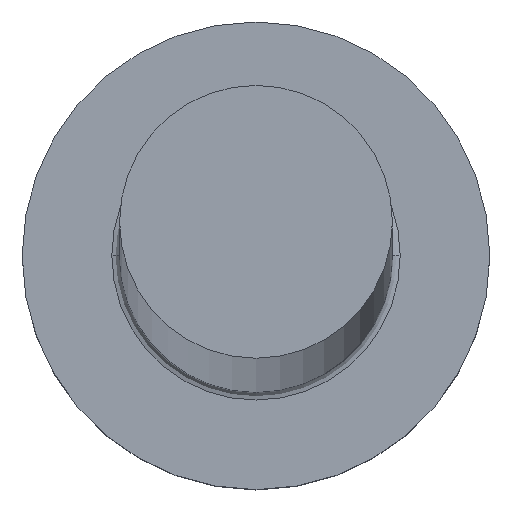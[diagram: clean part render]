
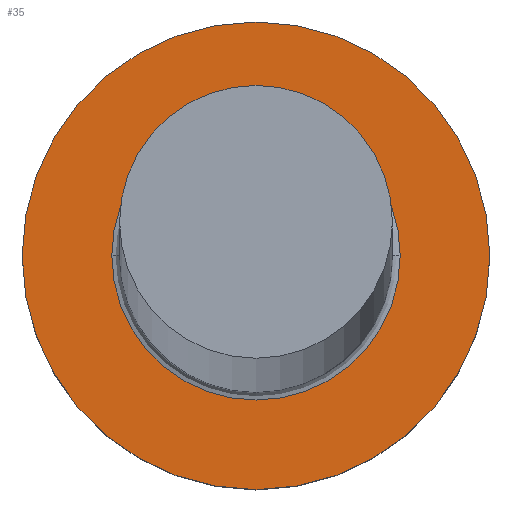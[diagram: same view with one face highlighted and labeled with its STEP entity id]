
A CAD part, top view. The second image highlights one B-rep face of the part: STEP entity #35.
In plain terms, the highlighted planar face has unit normal (0, 0, 1).
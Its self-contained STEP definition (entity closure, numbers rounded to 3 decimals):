
#3 = DIRECTION ( 'NONE',  ( 1., 0., 0. ) ) ;
#28 = VERTEX_POINT ( 'NONE', #102 ) ;
#34 = DIRECTION ( 'NONE',  ( 1., 0., 0. ) ) ;
#35 = ADVANCED_FACE ( 'NONE', ( #120, #282 ), #119, .T. ) ;
#41 = AXIS2_PLACEMENT_3D ( 'NONE', #233, #214, #3 ) ;
#60 = DIRECTION ( 'NONE',  ( 0., 0., -1. ) ) ;
#66 = AXIS2_PLACEMENT_3D ( 'NONE', #124, #60, #239 ) ;
#69 = VERTEX_POINT ( 'NONE', #237 ) ;
#72 = EDGE_CURVE ( 'NONE', #69, #307, #89, .T. ) ;
#74 = CIRCLE ( 'NONE', #93, 6. ) ;
#76 = CARTESIAN_POINT ( 'NONE',  ( 6., 0., 5. ) ) ;
#78 = CARTESIAN_POINT ( 'NONE',  ( 0., 0., 5. ) ) ;
#82 = AXIS2_PLACEMENT_3D ( 'NONE', #78, #169, #243 ) ;
#85 = CARTESIAN_POINT ( 'NONE',  ( -3.7, 0., 5. ) ) ;
#89 = CIRCLE ( 'NONE', #293, 3.7 ) ;
#92 = ORIENTED_EDGE ( 'NONE', *, *, #257, .T. ) ;
#93 = AXIS2_PLACEMENT_3D ( 'NONE', #171, #270, #34 ) ;
#94 = ORIENTED_EDGE ( 'NONE', *, *, #72, .T. ) ;
#97 = CARTESIAN_POINT ( 'NONE',  ( 0., 0., 5. ) ) ;
#102 = CARTESIAN_POINT ( 'NONE',  ( -6., 0., 5. ) ) ;
#114 = VERTEX_POINT ( 'NONE', #76 ) ;
#119 = PLANE ( 'NONE',  #41 ) ;
#120 = FACE_BOUND ( 'NONE', #189, .T. ) ;
#124 = CARTESIAN_POINT ( 'NONE',  ( 0., 0., 5. ) ) ;
#136 = ORIENTED_EDGE ( 'NONE', *, *, #281, .T. ) ;
#143 = EDGE_CURVE ( 'NONE', #307, #69, #196, .T. ) ;
#169 = DIRECTION ( 'NONE',  ( 0., 0., 1. ) ) ;
#171 = CARTESIAN_POINT ( 'NONE',  ( 0., 0., 5. ) ) ;
#189 = EDGE_LOOP ( 'NONE', ( #94, #283 ) ) ;
#196 = CIRCLE ( 'NONE', #66, 3.7 ) ;
#214 = DIRECTION ( 'NONE',  ( 0., 0., 1. ) ) ;
#229 = EDGE_LOOP ( 'NONE', ( #92, #136 ) ) ;
#233 = CARTESIAN_POINT ( 'NONE',  ( 0., 0., 5. ) ) ;
#237 = CARTESIAN_POINT ( 'NONE',  ( 3.7, 0., 5. ) ) ;
#239 = DIRECTION ( 'NONE',  ( 1., 0., 0. ) ) ;
#243 = DIRECTION ( 'NONE',  ( 1., 0., 0. ) ) ;
#257 = EDGE_CURVE ( 'NONE', #28, #114, #289, .T. ) ;
#258 = DIRECTION ( 'NONE',  ( 1., 0., 0. ) ) ;
#270 = DIRECTION ( 'NONE',  ( 0., 0., 1. ) ) ;
#281 = EDGE_CURVE ( 'NONE', #114, #28, #74, .T. ) ;
#282 = FACE_OUTER_BOUND ( 'NONE', #229, .T. ) ;
#283 = ORIENTED_EDGE ( 'NONE', *, *, #143, .T. ) ;
#286 = DIRECTION ( 'NONE',  ( 0., 0., -1. ) ) ;
#289 = CIRCLE ( 'NONE', #82, 6. ) ;
#293 = AXIS2_PLACEMENT_3D ( 'NONE', #97, #286, #258 ) ;
#307 = VERTEX_POINT ( 'NONE', #85 ) ;
